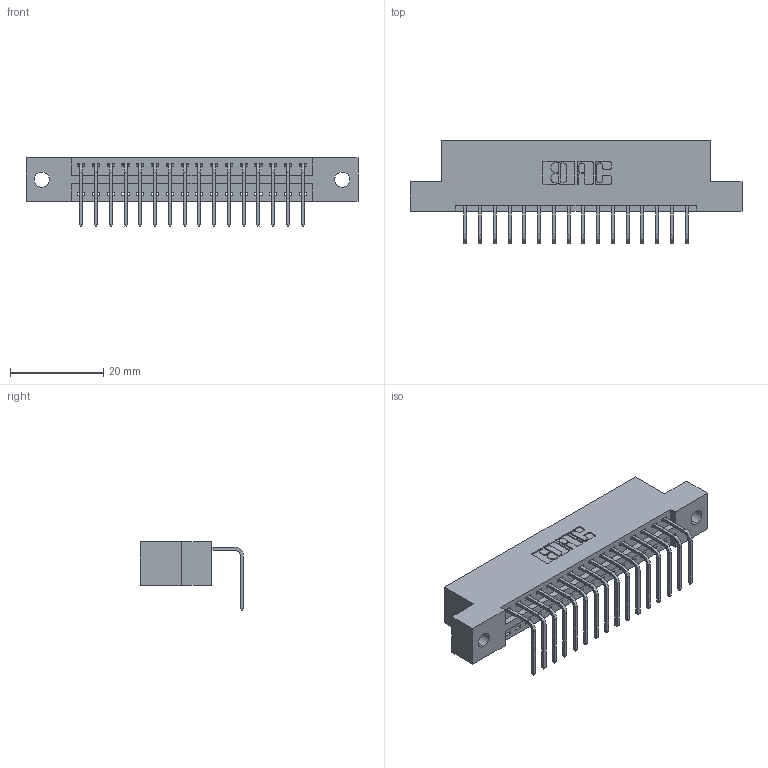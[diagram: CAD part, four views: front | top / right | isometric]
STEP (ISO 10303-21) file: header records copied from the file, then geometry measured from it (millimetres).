
FILE_DESCRIPTION (( 'STEP AP203' ), '1' );
FILE_NAME ('346-016-558-102.STEP', '2022-05-05T10:52:36', ( '' ), ( '' ), 'SwSTEP 2.0', 'SolidWorks 2020', '' );
FILE_SCHEMA (( 'CONFIG_CONTROL_DESIGN' ));
Length unit declared in the file: inch
Products named in the file (3): 346-016-558-102; 346 Part_Flush Mounting Lugs - 0.128 Dia; 345-292-001_558 Tail - 2
Assembly tree (17 placements, depth 2):
  346-016-558-102
    346 Part_Flush Mounting Lugs - 0.128 Dia
    345-292-001_558 Tail - 2  x16
Bounding box: 71.37 x 22.16 x 14.73 mm (x, y, z)
Volume: 6669.6 mm3; surface area: 8102.3 mm2
Topology: 17 solids, 17 shells, 1082 faces, 3241 edges, 2138 vertices
Faces by surface type: plane 748, cylinder 334
Entity records: 13517 total; most frequent: CARTESIAN_POINT 2332, ORIENTED_EDGE 2282, DIRECTION 2089, EDGE_CURVE 1141, VECTOR 945, LINE 945, VERTEX_POINT 758, AXIS2_PLACEMENT_3D 572
